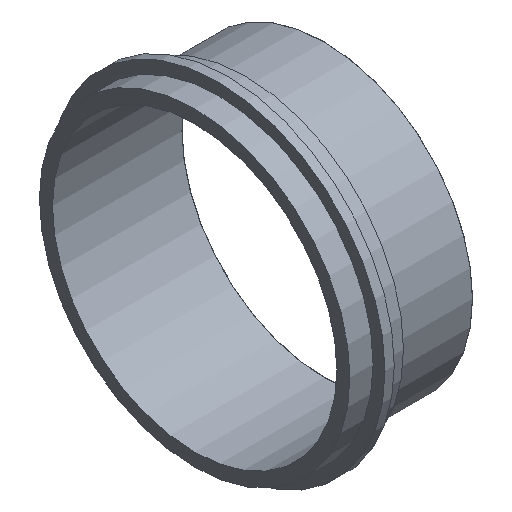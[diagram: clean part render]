
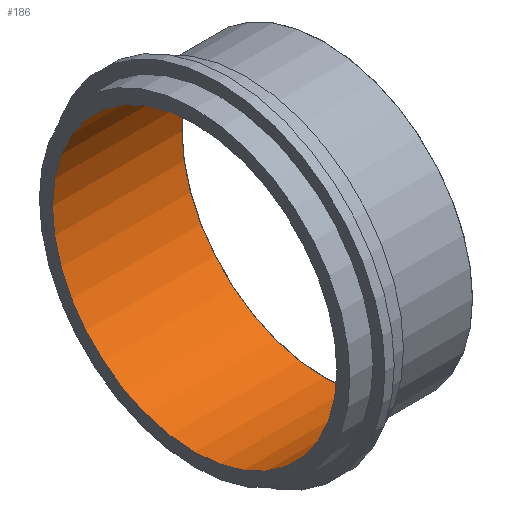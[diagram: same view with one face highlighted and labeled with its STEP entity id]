
A CAD part, isometric view. The second image highlights one B-rep face of the part: STEP entity #186.
In plain terms, the highlighted cylindrical face has radius 48.692 mm (diameter 97.384 mm), a full revolution.
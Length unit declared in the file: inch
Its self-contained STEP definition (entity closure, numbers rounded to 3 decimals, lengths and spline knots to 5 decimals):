
#26=LINE('',#350,#31);
#31=VECTOR('',#287,1.917);
#36=CYLINDRICAL_SURFACE('',#233,1.917);
#45=FACE_OUTER_BOUND('',#60,.T.);
#60=EDGE_LOOP('',(#150,#151,#152,#153,#154));
#78=CIRCLE('',#227,1.917);
#79=CIRCLE('',#228,1.917);
#83=CIRCLE('',#234,1.917);
#96=VERTEX_POINT('',#338);
#97=VERTEX_POINT('',#339);
#100=VERTEX_POINT('',#349);
#114=EDGE_CURVE('',#96,#97,#78,.T.);
#115=EDGE_CURVE('',#97,#96,#79,.T.);
#119=EDGE_CURVE('',#97,#100,#26,.T.);
#120=EDGE_CURVE('',#100,#100,#83,.T.);
#150=ORIENTED_EDGE('',*,*,#114,.F.);
#151=ORIENTED_EDGE('',*,*,#115,.F.);
#152=ORIENTED_EDGE('',*,*,#119,.T.);
#153=ORIENTED_EDGE('',*,*,#120,.F.);
#154=ORIENTED_EDGE('',*,*,#119,.F.);
#186=ADVANCED_FACE('',(#45),#36,.F.);
#227=AXIS2_PLACEMENT_3D('',#340,#273,#274);
#228=AXIS2_PLACEMENT_3D('',#341,#275,#276);
#233=AXIS2_PLACEMENT_3D('',#348,#285,#286);
#234=AXIS2_PLACEMENT_3D('',#351,#288,#289);
#273=DIRECTION('center_axis',(-1.,0.,0.));
#274=DIRECTION('ref_axis',(0.,-1.,0.));
#275=DIRECTION('center_axis',(-1.,0.,0.));
#276=DIRECTION('ref_axis',(0.,-1.,0.));
#285=DIRECTION('center_axis',(1.,0.,0.));
#286=DIRECTION('ref_axis',(0.,1.,0.));
#287=DIRECTION('',(-1.,0.,0.));
#288=DIRECTION('center_axis',(1.,0.,0.));
#289=DIRECTION('ref_axis',(0.,1.,0.));
#338=CARTESIAN_POINT('',(1.745,0.,1.917));
#339=CARTESIAN_POINT('',(1.745,-1.917,0.));
#340=CARTESIAN_POINT('Origin',(1.745,0.,0.));
#341=CARTESIAN_POINT('Origin',(1.745,0.,0.));
#348=CARTESIAN_POINT('Origin',(0.875,0.,0.));
#349=CARTESIAN_POINT('',(0.,-1.917,0.));
#350=CARTESIAN_POINT('',(0.875,-1.917,0.));
#351=CARTESIAN_POINT('Origin',(0.,0.,0.));
